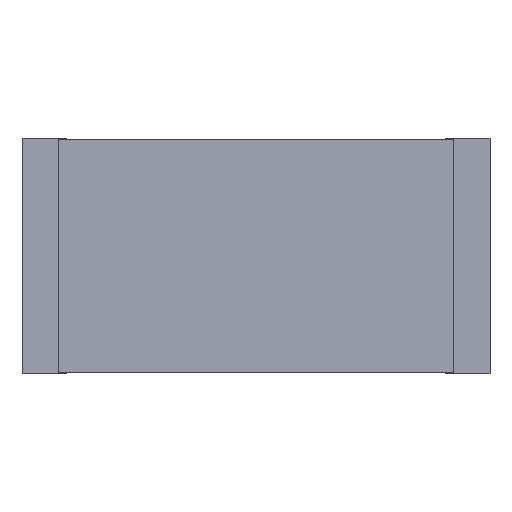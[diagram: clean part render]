
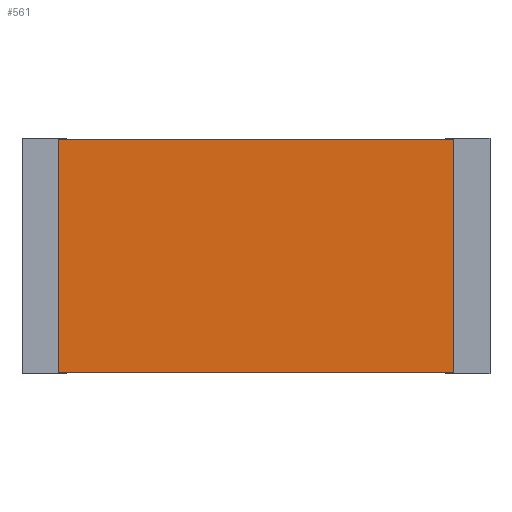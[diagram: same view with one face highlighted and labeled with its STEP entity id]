
A CAD part, front view. The second image highlights one B-rep face of the part: STEP entity #561.
In plain terms, the highlighted planar face has unit normal (0, -1, 0).
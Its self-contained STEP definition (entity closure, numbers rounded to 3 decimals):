
#21=FACE_OUTER_BOUND('',#53,.T.);
#53=EDGE_LOOP('',(#361,#362,#363,#364));
#81=LINE('',#768,#153);
#85=LINE('',#776,#157);
#88=LINE('',#782,#160);
#91=LINE('',#787,#163);
#153=VECTOR('',#630,3.172);
#157=VECTOR('',#636,6.322);
#160=VECTOR('',#641,3.172);
#163=VECTOR('',#646,6.322);
#225=VERTEX_POINT('',#766);
#226=VERTEX_POINT('',#767);
#229=VERTEX_POINT('',#775);
#231=VERTEX_POINT('',#781);
#273=EDGE_CURVE('',#225,#226,#81,.T.);
#277=EDGE_CURVE('',#226,#229,#85,.T.);
#280=EDGE_CURVE('',#229,#231,#88,.T.);
#283=EDGE_CURVE('',#231,#225,#91,.T.);
#361=ORIENTED_EDGE('',*,*,#283,.T.);
#362=ORIENTED_EDGE('',*,*,#273,.T.);
#363=ORIENTED_EDGE('',*,*,#277,.T.);
#364=ORIENTED_EDGE('',*,*,#280,.T.);
#493=PLANE('',#598);
#561=ADVANCED_FACE('',(#21),#493,.F.);
#598=AXIS2_PLACEMENT_3D('',#789,#648,#649);
#630=DIRECTION('',(0.,0.,1.));
#636=DIRECTION('',(-1.,0.,0.));
#641=DIRECTION('',(0.,0.,-1.));
#646=DIRECTION('',(1.,0.,0.));
#648=DIRECTION('center_axis',(0.,1.,0.));
#649=DIRECTION('ref_axis',(0.,0.,1.));
#766=CARTESIAN_POINT('',(6.322,0.,0.));
#767=CARTESIAN_POINT('',(6.322,0.,3.172));
#768=CARTESIAN_POINT('',(6.322,0.,0.));
#775=CARTESIAN_POINT('',(0.,0.,3.172));
#776=CARTESIAN_POINT('',(6.322,0.,3.172));
#781=CARTESIAN_POINT('',(0.,0.,0.));
#782=CARTESIAN_POINT('',(0.,0.,3.172));
#787=CARTESIAN_POINT('',(0.,0.,0.));
#789=CARTESIAN_POINT('Origin',(3.161,0.,1.586));
